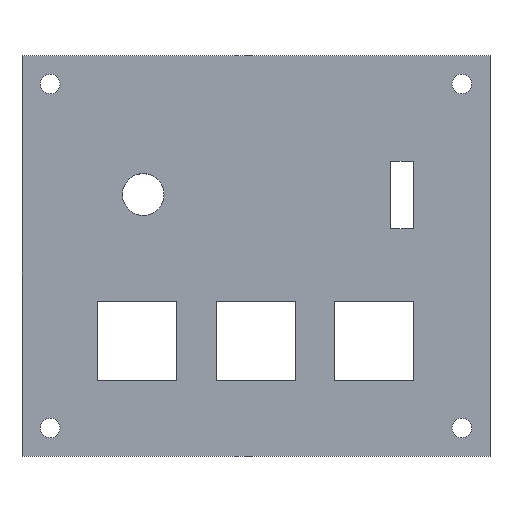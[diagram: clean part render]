
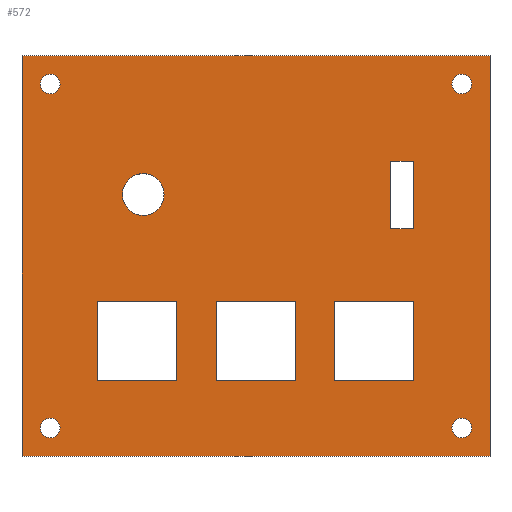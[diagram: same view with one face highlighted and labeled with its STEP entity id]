
A CAD part, top view. The second image highlights one B-rep face of the part: STEP entity #572.
In plain terms, the highlighted planar face has unit normal (0, 0, 1).
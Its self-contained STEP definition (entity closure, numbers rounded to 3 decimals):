
#15=FACE_BOUND('',#101,.T.);
#16=FACE_BOUND('',#102,.T.);
#17=FACE_BOUND('',#103,.T.);
#18=FACE_BOUND('',#104,.T.);
#19=FACE_BOUND('',#105,.T.);
#20=FACE_BOUND('',#106,.T.);
#21=FACE_BOUND('',#107,.T.);
#22=FACE_BOUND('',#108,.T.);
#23=FACE_BOUND('',#109,.T.);
#33=CIRCLE('',#601,1.75);
#35=CIRCLE('',#604,1.75);
#37=CIRCLE('',#607,1.75);
#39=CIRCLE('',#610,1.75);
#42=CIRCLE('',#614,3.7);
#73=FACE_OUTER_BOUND('',#100,.T.);
#100=EDGE_LOOP('',(#475,#476,#477,#478));
#101=EDGE_LOOP('',(#479,#480,#481,#482));
#102=EDGE_LOOP('',(#483,#484,#485,#486));
#103=EDGE_LOOP('',(#487,#488,#489,#490));
#104=EDGE_LOOP('',(#491));
#105=EDGE_LOOP('',(#492));
#106=EDGE_LOOP('',(#493));
#107=EDGE_LOOP('',(#494));
#108=EDGE_LOOP('',(#495));
#109=EDGE_LOOP('',(#496,#497,#498,#499));
#120=LINE('',#770,#185);
#124=LINE('',#778,#189);
#127=LINE('',#784,#192);
#130=LINE('',#789,#195);
#132=LINE('',#794,#197);
#136=LINE('',#802,#201);
#139=LINE('',#808,#204);
#142=LINE('',#813,#207);
#144=LINE('',#818,#209);
#148=LINE('',#826,#213);
#151=LINE('',#832,#216);
#154=LINE('',#837,#219);
#161=LINE('',#872,#226);
#165=LINE('',#880,#230);
#168=LINE('',#886,#233);
#171=LINE('',#891,#236);
#175=LINE('',#900,#240);
#178=LINE('',#906,#243);
#181=LINE('',#912,#246);
#184=LINE('',#916,#249);
#185=VECTOR('',#629,10.);
#189=VECTOR('',#635,10.);
#192=VECTOR('',#640,10.);
#195=VECTOR('',#645,10.);
#197=VECTOR('',#649,10.);
#201=VECTOR('',#655,10.);
#204=VECTOR('',#660,10.);
#207=VECTOR('',#665,10.);
#209=VECTOR('',#669,10.);
#213=VECTOR('',#675,10.);
#216=VECTOR('',#680,10.);
#219=VECTOR('',#685,10.);
#226=VECTOR('',#724,10.);
#230=VECTOR('',#730,10.);
#233=VECTOR('',#735,10.);
#236=VECTOR('',#740,10.);
#240=VECTOR('',#746,10.);
#243=VECTOR('',#751,10.);
#246=VECTOR('',#756,10.);
#249=VECTOR('',#761,10.);
#250=VERTEX_POINT('',#768);
#251=VERTEX_POINT('',#769);
#254=VERTEX_POINT('',#777);
#256=VERTEX_POINT('',#783);
#258=VERTEX_POINT('',#792);
#259=VERTEX_POINT('',#793);
#262=VERTEX_POINT('',#801);
#264=VERTEX_POINT('',#807);
#266=VERTEX_POINT('',#816);
#267=VERTEX_POINT('',#817);
#270=VERTEX_POINT('',#825);
#272=VERTEX_POINT('',#831);
#274=VERTEX_POINT('',#840);
#276=VERTEX_POINT('',#846);
#278=VERTEX_POINT('',#852);
#280=VERTEX_POINT('',#858);
#283=VERTEX_POINT('',#866);
#284=VERTEX_POINT('',#870);
#285=VERTEX_POINT('',#871);
#288=VERTEX_POINT('',#879);
#290=VERTEX_POINT('',#885);
#294=VERTEX_POINT('',#897);
#295=VERTEX_POINT('',#899);
#297=VERTEX_POINT('',#905);
#299=VERTEX_POINT('',#911);
#300=EDGE_CURVE('',#250,#251,#120,.T.);
#304=EDGE_CURVE('',#251,#254,#124,.T.);
#307=EDGE_CURVE('',#254,#256,#127,.T.);
#310=EDGE_CURVE('',#256,#250,#130,.T.);
#312=EDGE_CURVE('',#258,#259,#132,.T.);
#316=EDGE_CURVE('',#259,#262,#136,.T.);
#319=EDGE_CURVE('',#262,#264,#139,.T.);
#322=EDGE_CURVE('',#264,#258,#142,.T.);
#324=EDGE_CURVE('',#266,#267,#144,.T.);
#328=EDGE_CURVE('',#267,#270,#148,.T.);
#331=EDGE_CURVE('',#270,#272,#151,.T.);
#334=EDGE_CURVE('',#272,#266,#154,.T.);
#336=EDGE_CURVE('',#274,#274,#33,.T.);
#339=EDGE_CURVE('',#276,#276,#35,.T.);
#342=EDGE_CURVE('',#278,#278,#37,.T.);
#345=EDGE_CURVE('',#280,#280,#39,.T.);
#350=EDGE_CURVE('',#283,#283,#42,.T.);
#351=EDGE_CURVE('',#284,#285,#161,.T.);
#355=EDGE_CURVE('',#285,#288,#165,.T.);
#358=EDGE_CURVE('',#288,#290,#168,.T.);
#361=EDGE_CURVE('',#290,#284,#171,.T.);
#365=EDGE_CURVE('',#295,#294,#175,.T.);
#368=EDGE_CURVE('',#297,#295,#178,.T.);
#371=EDGE_CURVE('',#299,#297,#181,.T.);
#374=EDGE_CURVE('',#294,#299,#184,.T.);
#475=ORIENTED_EDGE('',*,*,#374,.T.);
#476=ORIENTED_EDGE('',*,*,#371,.T.);
#477=ORIENTED_EDGE('',*,*,#368,.T.);
#478=ORIENTED_EDGE('',*,*,#365,.T.);
#479=ORIENTED_EDGE('',*,*,#307,.T.);
#480=ORIENTED_EDGE('',*,*,#310,.T.);
#481=ORIENTED_EDGE('',*,*,#300,.T.);
#482=ORIENTED_EDGE('',*,*,#304,.T.);
#483=ORIENTED_EDGE('',*,*,#319,.T.);
#484=ORIENTED_EDGE('',*,*,#322,.T.);
#485=ORIENTED_EDGE('',*,*,#312,.T.);
#486=ORIENTED_EDGE('',*,*,#316,.T.);
#487=ORIENTED_EDGE('',*,*,#331,.T.);
#488=ORIENTED_EDGE('',*,*,#334,.T.);
#489=ORIENTED_EDGE('',*,*,#324,.T.);
#490=ORIENTED_EDGE('',*,*,#328,.T.);
#491=ORIENTED_EDGE('',*,*,#336,.T.);
#492=ORIENTED_EDGE('',*,*,#339,.T.);
#493=ORIENTED_EDGE('',*,*,#342,.T.);
#494=ORIENTED_EDGE('',*,*,#345,.T.);
#495=ORIENTED_EDGE('',*,*,#350,.T.);
#496=ORIENTED_EDGE('',*,*,#358,.T.);
#497=ORIENTED_EDGE('',*,*,#361,.T.);
#498=ORIENTED_EDGE('',*,*,#351,.T.);
#499=ORIENTED_EDGE('',*,*,#355,.T.);
#545=PLANE('',#623);
#572=ADVANCED_FACE('',(#73,#15,#16,#17,#18,#19,#20,#21,#22,#23),#545,.T.);
#601=AXIS2_PLACEMENT_3D('',#841,#689,#690);
#604=AXIS2_PLACEMENT_3D('',#847,#696,#697);
#607=AXIS2_PLACEMENT_3D('',#853,#703,#704);
#610=AXIS2_PLACEMENT_3D('',#859,#710,#711);
#614=AXIS2_PLACEMENT_3D('',#868,#720,#721);
#623=AXIS2_PLACEMENT_3D('',#917,#762,#763);
#629=DIRECTION('',(0.,-1.,0.));
#635=DIRECTION('',(-1.,0.,0.));
#640=DIRECTION('',(0.,1.,0.));
#645=DIRECTION('',(1.,0.,0.));
#649=DIRECTION('',(0.,-1.,0.));
#655=DIRECTION('',(-1.,0.,0.));
#660=DIRECTION('',(0.,1.,0.));
#665=DIRECTION('',(1.,0.,0.));
#669=DIRECTION('',(-1.,0.,0.));
#675=DIRECTION('',(0.,1.,0.));
#680=DIRECTION('',(1.,0.,0.));
#685=DIRECTION('',(0.,-1.,0.));
#689=DIRECTION('center_axis',(0.,0.,-1.));
#690=DIRECTION('ref_axis',(-1.,0.,0.));
#696=DIRECTION('center_axis',(0.,0.,-1.));
#697=DIRECTION('ref_axis',(-1.,0.,0.));
#703=DIRECTION('center_axis',(0.,0.,-1.));
#704=DIRECTION('ref_axis',(-1.,0.,0.));
#710=DIRECTION('center_axis',(0.,0.,-1.));
#711=DIRECTION('ref_axis',(-1.,0.,0.));
#720=DIRECTION('center_axis',(0.,0.,-1.));
#721=DIRECTION('ref_axis',(1.,0.,0.));
#724=DIRECTION('',(1.,0.,0.));
#730=DIRECTION('',(0.,-1.,0.));
#735=DIRECTION('',(-1.,0.,0.));
#740=DIRECTION('',(0.,1.,0.));
#746=DIRECTION('',(1.,0.,0.));
#751=DIRECTION('',(0.,-1.,0.));
#756=DIRECTION('',(-1.,0.,0.));
#761=DIRECTION('',(0.,1.,0.));
#762=DIRECTION('center_axis',(0.,0.,1.));
#763=DIRECTION('ref_axis',(1.,0.,0.));
#768=CARTESIAN_POINT('',(16.985,-33.055,3.));
#769=CARTESIAN_POINT('',(16.985,-47.105,3.));
#770=CARTESIAN_POINT('',(16.985,-36.053,3.));
#777=CARTESIAN_POINT('',(2.935,-47.105,3.));
#778=CARTESIAN_POINT('',(16.968,-47.105,3.));
#783=CARTESIAN_POINT('',(2.935,-33.055,3.));
#784=CARTESIAN_POINT('',(2.935,-29.028,3.));
#789=CARTESIAN_POINT('',(23.993,-33.055,3.));
#792=CARTESIAN_POINT('',(37.985,-33.055,3.));
#793=CARTESIAN_POINT('',(37.985,-47.105,3.));
#794=CARTESIAN_POINT('',(37.985,-36.053,3.));
#801=CARTESIAN_POINT('',(23.935,-47.105,3.));
#802=CARTESIAN_POINT('',(27.468,-47.105,3.));
#807=CARTESIAN_POINT('',(23.935,-33.055,3.));
#808=CARTESIAN_POINT('',(23.935,-29.028,3.));
#813=CARTESIAN_POINT('',(34.493,-33.055,3.));
#816=CARTESIAN_POINT('',(58.985,-47.105,3.));
#817=CARTESIAN_POINT('',(44.935,-47.105,3.));
#818=CARTESIAN_POINT('',(37.968,-47.105,3.));
#825=CARTESIAN_POINT('',(44.935,-33.055,3.));
#826=CARTESIAN_POINT('',(44.935,-29.028,3.));
#831=CARTESIAN_POINT('',(58.985,-33.055,3.));
#832=CARTESIAN_POINT('',(44.993,-33.055,3.));
#837=CARTESIAN_POINT('',(58.985,-36.053,3.));
#840=CARTESIAN_POINT('',(-3.75,5.5,3.));
#841=CARTESIAN_POINT('Origin',(-5.5,5.5,3.));
#846=CARTESIAN_POINT('',(69.25,5.5,3.));
#847=CARTESIAN_POINT('Origin',(67.5,5.5,3.));
#852=CARTESIAN_POINT('',(-3.75,-55.5,3.));
#853=CARTESIAN_POINT('Origin',(-5.5,-55.5,3.));
#858=CARTESIAN_POINT('',(69.25,-55.5,3.));
#859=CARTESIAN_POINT('Origin',(67.5,-55.5,3.));
#866=CARTESIAN_POINT('',(7.3,-14.1,3.));
#868=CARTESIAN_POINT('Origin',(11.,-14.1,3.));
#870=CARTESIAN_POINT('',(54.9,-8.17,3.));
#871=CARTESIAN_POINT('',(58.9,-8.17,3.));
#872=CARTESIAN_POINT('',(44.95,-8.17,3.));
#879=CARTESIAN_POINT('',(58.9,-20.17,3.));
#880=CARTESIAN_POINT('',(58.9,-22.585,3.));
#885=CARTESIAN_POINT('',(54.9,-20.17,3.));
#886=CARTESIAN_POINT('',(42.95,-20.17,3.));
#891=CARTESIAN_POINT('',(54.9,-16.585,3.));
#897=CARTESIAN_POINT('',(72.5,-60.5,3.));
#899=CARTESIAN_POINT('',(-10.5,-60.5,3.));
#900=CARTESIAN_POINT('',(-10.5,-60.5,3.));
#905=CARTESIAN_POINT('',(-10.5,10.5,3.));
#906=CARTESIAN_POINT('',(-10.5,10.5,3.));
#911=CARTESIAN_POINT('',(72.5,10.5,3.));
#912=CARTESIAN_POINT('',(72.5,10.5,3.));
#916=CARTESIAN_POINT('',(72.5,-60.5,3.));
#917=CARTESIAN_POINT('Origin',(31.,-25.,3.));
